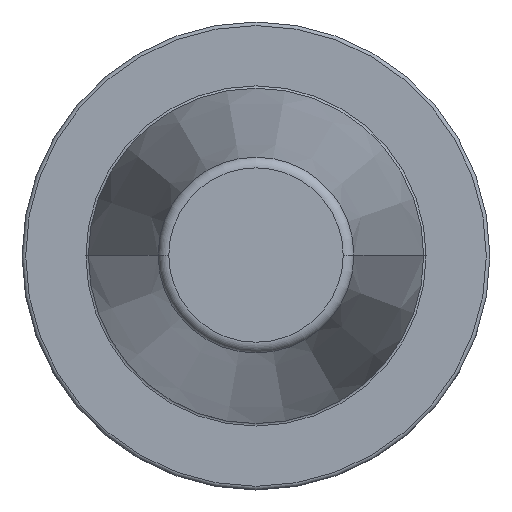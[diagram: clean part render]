
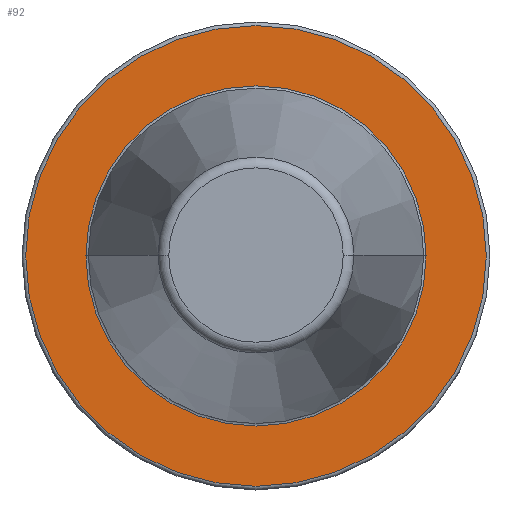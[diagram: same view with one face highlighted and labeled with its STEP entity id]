
A CAD part, top view. The second image highlights one B-rep face of the part: STEP entity #92.
In plain terms, the highlighted planar face has unit normal (0, 0, 1).
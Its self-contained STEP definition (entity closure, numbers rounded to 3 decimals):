
#36=PLANE('',#691);
#44=FACE_BOUND('',#183,.T.);
#45=FACE_BOUND('',#184,.T.);
#92=ADVANCED_FACE('',(#44,#45),#36,.F.);
#183=EDGE_LOOP('',(#336,#337));
#184=EDGE_LOOP('',(#338));
#220=CIRCLE('',#648,35.425);
#222=CIRCLE('',#651,35.425);
#248=CIRCLE('',#690,47.975);
#336=ORIENTED_EDGE('',*,*,#488,.T.);
#337=ORIENTED_EDGE('',*,*,#490,.T.);
#338=ORIENTED_EDGE('',*,*,#529,.T.);
#437=VERTEX_POINT('',#990);
#440=VERTEX_POINT('',#995);
#465=VERTEX_POINT('',#1076);
#488=EDGE_CURVE('',#437,#440,#220,.T.);
#490=EDGE_CURVE('',#440,#437,#222,.T.);
#529=EDGE_CURVE('',#465,#465,#248,.T.);
#648=AXIS2_PLACEMENT_3D('',#996,#767,#768);
#651=AXIS2_PLACEMENT_3D('',#999,#773,#774);
#690=AXIS2_PLACEMENT_3D('',#1075,#864,#865);
#691=AXIS2_PLACEMENT_3D('',#1077,#866,#867);
#767=DIRECTION('',(0.,0.,-1.));
#768=DIRECTION('',(-1.,0.,0.));
#773=DIRECTION('',(0.,0.,-1.));
#774=DIRECTION('',(-1.,0.,0.));
#864=DIRECTION('',(0.,0.,1.));
#865=DIRECTION('',(-1.,0.,0.));
#866=DIRECTION('',(0.,0.,-1.));
#867=DIRECTION('',(1.,0.,0.));
#990=CARTESIAN_POINT('',(-35.425,0.,-3.2));
#995=CARTESIAN_POINT('',(35.425,0.,-3.2));
#996=CARTESIAN_POINT('',(0.,0.,-3.2));
#999=CARTESIAN_POINT('',(0.,0.,-3.2));
#1075=CARTESIAN_POINT('',(0.,0.,-3.2));
#1076=CARTESIAN_POINT('',(-47.975,0.,-3.2));
#1077=CARTESIAN_POINT('',(0.,35.425,-3.2));
